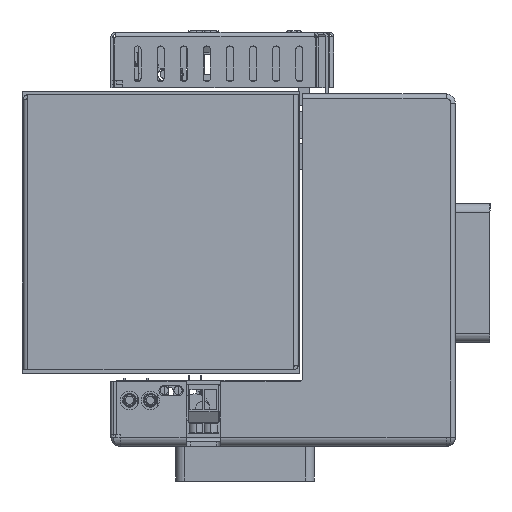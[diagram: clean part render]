
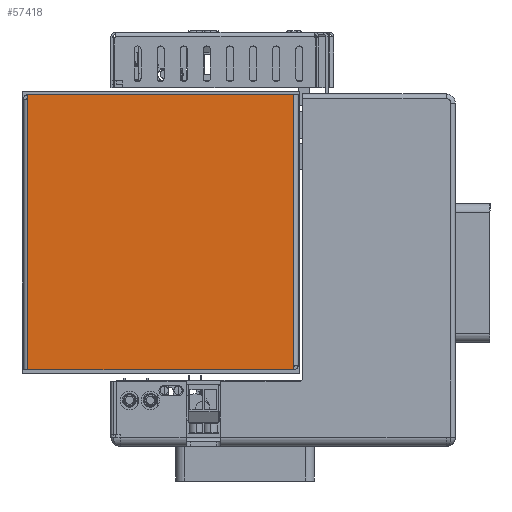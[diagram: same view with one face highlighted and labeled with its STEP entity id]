
A CAD part, left-side view. The second image highlights one B-rep face of the part: STEP entity #57418.
In plain terms, the highlighted planar face has unit normal (-1, 0, 0).
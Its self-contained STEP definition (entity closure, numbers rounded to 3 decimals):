
#1192 = AXIS2_PLACEMENT_3D ( 'NONE', #51975, #27883, #64050 ) ;
#7558 = CARTESIAN_POINT ( 'NONE',  ( -320.708, -69.523, 226.287 ) ) ;
#10476 = EDGE_CURVE ( 'NONE', #71797, #66266, #37885, .T. ) ;
#10798 = EDGE_CURVE ( 'NONE', #66266, #59785, #13380, .T. ) ;
#11152 = VECTOR ( 'NONE', #52988, 1000. ) ;
#13380 = LINE ( 'NONE', #7558, #34148 ) ;
#16993 = LINE ( 'NONE', #52318, #54435 ) ;
#17394 = ORIENTED_EDGE ( 'NONE', *, *, #10798, .T. ) ;
#19743 = CARTESIAN_POINT ( 'NONE',  ( -320.708, -69.523, 226.287 ) ) ;
#22006 = CARTESIAN_POINT ( 'NONE',  ( -320.708, 45.477, 345.287 ) ) ;
#22802 = PLANE ( 'NONE',  #1192 ) ;
#23240 = ORIENTED_EDGE ( 'NONE', *, *, #10476, .T. ) ;
#23835 = DIRECTION ( 'NONE',  ( 0., 0., 1. ) ) ;
#27883 = DIRECTION ( 'NONE',  ( -1., 0., 0. ) ) ;
#31748 = VECTOR ( 'NONE', #56152, 1000. ) ;
#34148 = VECTOR ( 'NONE', #23835, 1000. ) ;
#37885 = LINE ( 'NONE', #38657, #31748 ) ;
#38224 = EDGE_CURVE ( 'NONE', #59785, #45613, #41690, .T. ) ;
#38657 = CARTESIAN_POINT ( 'NONE',  ( -320.708, 45.477, 226.287 ) ) ;
#41690 = LINE ( 'NONE', #60008, #11152 ) ;
#45613 = VERTEX_POINT ( 'NONE', #22006 ) ;
#49273 = ORIENTED_EDGE ( 'NONE', *, *, #38224, .T. ) ;
#50114 = EDGE_LOOP ( 'NONE', ( #23240, #17394, #49273, #65590 ) ) ;
#51975 = CARTESIAN_POINT ( 'NONE',  ( -320.708, -190.223, 17.564 ) ) ;
#52318 = CARTESIAN_POINT ( 'NONE',  ( -320.708, 45.477, 226.287 ) ) ;
#52723 = FACE_OUTER_BOUND ( 'NONE', #50114, .T. ) ;
#52988 = DIRECTION ( 'NONE',  ( 0., 1., 0. ) ) ;
#54435 = VECTOR ( 'NONE', #64013, 1000. ) ;
#54991 = CARTESIAN_POINT ( 'NONE',  ( -320.708, -69.523, 345.287 ) ) ;
#56152 = DIRECTION ( 'NONE',  ( 0., -1., 0. ) ) ;
#57418 = ADVANCED_FACE ( 'NONE', ( #52723 ), #22802, .T. ) ;
#59785 = VERTEX_POINT ( 'NONE', #54991 ) ;
#60008 = CARTESIAN_POINT ( 'NONE',  ( -320.708, 45.477, 345.287 ) ) ;
#64013 = DIRECTION ( 'NONE',  ( 0., 0., -1. ) ) ;
#64050 = DIRECTION ( 'NONE',  ( 0., 0., 1. ) ) ;
#65590 = ORIENTED_EDGE ( 'NONE', *, *, #66595, .T. ) ;
#66266 = VERTEX_POINT ( 'NONE', #19743 ) ;
#66595 = EDGE_CURVE ( 'NONE', #45613, #71797, #16993, .T. ) ;
#67519 = CARTESIAN_POINT ( 'NONE',  ( -320.708, 45.477, 226.287 ) ) ;
#71797 = VERTEX_POINT ( 'NONE', #67519 ) ;
